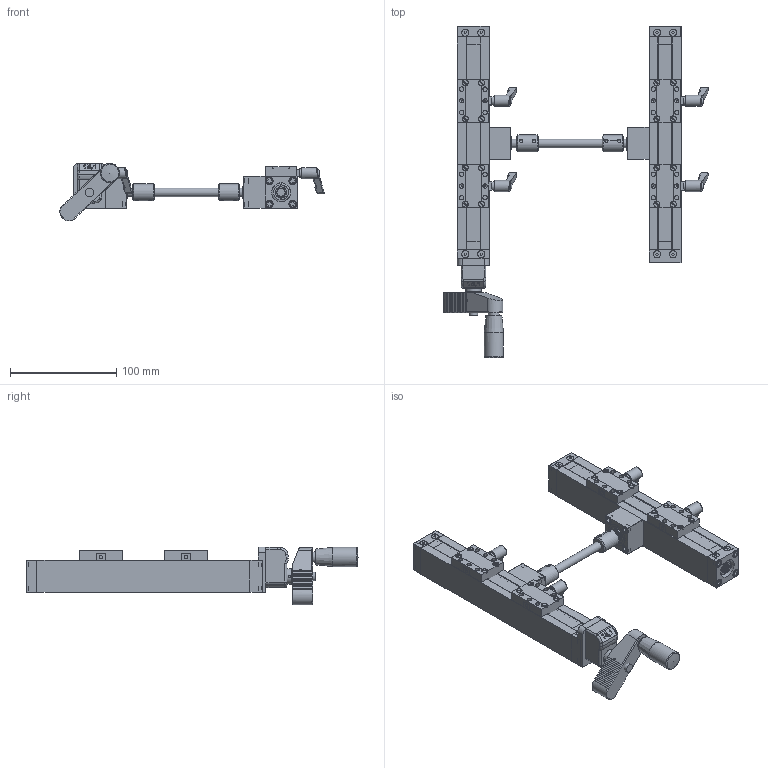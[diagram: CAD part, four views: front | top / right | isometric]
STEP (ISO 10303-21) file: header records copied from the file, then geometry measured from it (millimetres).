
FILE_DESCRIPTION(/* description */ ('Unknown'),/* implementation_level */ '2;1');
FILE_NAME(/* name */ 'Spindelantrieb-30-Kegelrad-mittig',/* time_stamp */ '2020-04-03T07:56:06+02:00',/* author */ ('Unknown'),/* organization */ ('Unknown'),/* preprocessor_version */ 'ST-DEVELOPER v16.7',/* originating_system */ 'Solid Edge',/* authorisation */ 'Unknown');
FILE_SCHEMA (('AUTOMOTIVE_DESIGN {1 0 10303 214 3 1 1}'));
Length unit declared in the file: millimetre
Products named in the file (9): 3-Portal30-Kegelrad-mittig-dy; Profil-30-Kegelradantrieb-mitte-eins-dy; A-0000172-Schlitten30-40lg-Klem-dy; A-0000166-Flanschlager30-Abdeckb-Klem-dy; A-0000175-Kegelradgetriebe30-Doppellager-dy; A-0000168-Deckel30-Abdeckb-Klem-dy; Spindel-M10-Portal-mittig-Antrieb-dy; Antriebswelle-Kupplung-D8-dy; A-0000179-Digianzeige30-OP2-Kurbel-dy
Assembly tree (15 placements, depth 2):
  3-Portal30-Kegelrad-mittig-dy
    Profil-30-Kegelradantrieb-mitte-eins-dy  x2
    A-0000172-Schlitten30-40lg-Klem-dy  x4
    A-0000166-Flanschlager30-Abdeckb-Klem-dy  x2
    A-0000175-Kegelradgetriebe30-Doppellager-dy  x2
    A-0000168-Deckel30-Abdeckb-Klem-dy  x2
    Spindel-M10-Portal-mittig-Antrieb-dy
    Antriebswelle-Kupplung-D8-dy
    A-0000179-Digianzeige30-OP2-Kurbel-dy
Bounding box: 248.21 x 311.8 x 54.23 mm (x, y, z)
Volume: 421808.8 mm3; surface area: 211871.9 mm2
Topology: 14 solids, 32 shells, 2692 faces, 7128 edges, 4647 vertices
Faces by surface type: plane 1588, cylinder 719, cone 302, torus 74, bspline 8, sphere 1
Full cylindrical faces by diameter (mm): 2 x10, 3 x8, 3.1 x26, 3.242 x52, 3.3 x4, 4 x52, 4.1 x4, 4.134 x20, 4.3 x20, 4.5 x4, 6 x1, 6.1 x1, 6.3 x4, 6.5 x4, 6.72 x8, 7 x24, 7.3 x24, 7.6 x6, 8 x34, 8.376 x4, 10 x5, 10.325 x1, 10.5 x4, 11 x8, 11.8 x8, 12 x3, 13.68 x1, 14 x8, 14.1 x2, 14.5 x1
Entity records: 44556 total; most frequent: CARTESIAN_POINT 9455, DIRECTION 5331, ORIENTED_EDGE 5316, EDGE_CURVE 2658, AXIS2_PLACEMENT_3D 1970, VERTEX_POINT 1865, FACE_BOUND 1693, EDGE_LOOP 1675
